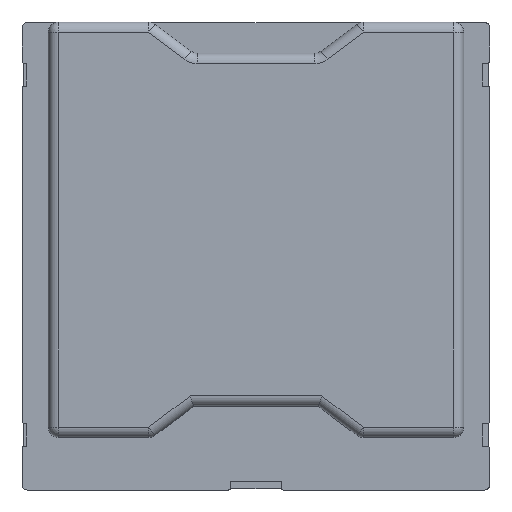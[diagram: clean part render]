
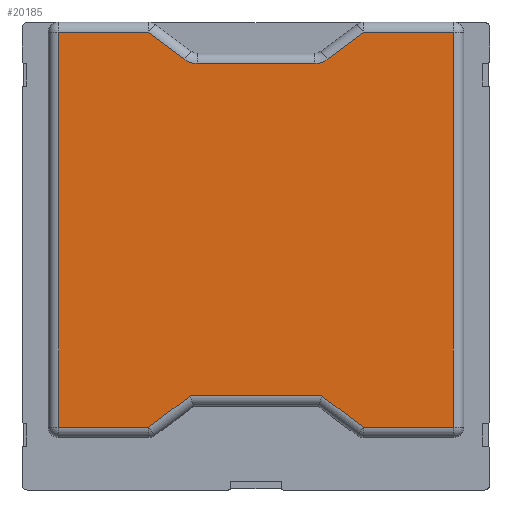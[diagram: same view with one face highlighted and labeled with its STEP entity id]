
A CAD part, front view. The second image highlights one B-rep face of the part: STEP entity #20185.
In plain terms, the highlighted planar face has unit normal (0, -1, 0).
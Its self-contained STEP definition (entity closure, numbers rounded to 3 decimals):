
#64 = EDGE_CURVE ( 'NONE', #3527, #20108, #11400, .T. ) ;
#121 = AXIS2_PLACEMENT_3D ( 'NONE', #13346, #985, #11886 ) ;
#122 = DIRECTION ( 'NONE',  ( 0., 0., 1. ) ) ;
#150 = VECTOR ( 'NONE', #1178, 1000. ) ;
#267 = VERTEX_POINT ( 'NONE', #17613 ) ;
#528 = VECTOR ( 'NONE', #13937, 1000. ) ;
#664 = VERTEX_POINT ( 'NONE', #18281 ) ;
#771 = LINE ( 'NONE', #17189, #528 ) ;
#985 = DIRECTION ( 'NONE',  ( 0., -1., 0. ) ) ;
#1178 = DIRECTION ( 'NONE',  ( -1., 0., 0. ) ) ;
#1349 = LINE ( 'NONE', #19686, #13905 ) ;
#1507 = VECTOR ( 'NONE', #1649, 1000. ) ;
#1556 = LINE ( 'NONE', #6940, #8297 ) ;
#1649 = DIRECTION ( 'NONE',  ( -0.8, 0., 0.6 ) ) ;
#1796 = VECTOR ( 'NONE', #2302, 1000. ) ;
#1959 = ORIENTED_EDGE ( 'NONE', *, *, #14749, .T. ) ;
#1992 = CARTESIAN_POINT ( 'NONE',  ( -10.333, 0., 19. ) ) ;
#2302 = DIRECTION ( 'NONE',  ( 1., 0., 0. ) ) ;
#2321 = EDGE_CURVE ( 'NONE', #664, #267, #12354, .T. ) ;
#2521 = CARTESIAN_POINT ( 'NONE',  ( 5.667, 0., -16. ) ) ;
#3004 = ORIENTED_EDGE ( 'NONE', *, *, #3959, .T. ) ;
#3043 = CIRCLE ( 'NONE', #22936, 2. ) ;
#3292 = ORIENTED_EDGE ( 'NONE', *, *, #17938, .T. ) ;
#3294 = EDGE_CURVE ( 'NONE', #19732, #267, #7382, .T. ) ;
#3527 = VERTEX_POINT ( 'NONE', #15540 ) ;
#3742 = LINE ( 'NONE', #18020, #10663 ) ;
#3959 = EDGE_CURVE ( 'NONE', #21088, #13611, #3742, .T. ) ;
#4132 = AXIS2_PLACEMENT_3D ( 'NONE', #19041, #21072, #4193 ) ;
#4193 = DIRECTION ( 'NONE',  ( 0., 0., 1. ) ) ;
#4268 = ORIENTED_EDGE ( 'NONE', *, *, #11976, .T. ) ;
#4533 = CARTESIAN_POINT ( 'NONE',  ( 0., 0., 19. ) ) ;
#4657 = FACE_OUTER_BOUND ( 'NONE', #9518, .T. ) ;
#4822 = CARTESIAN_POINT ( 'NONE',  ( -19., 0., -19. ) ) ;
#5231 = VERTEX_POINT ( 'NONE', #2521 ) ;
#5514 = CARTESIAN_POINT ( 'NONE',  ( 19., 0., 0. ) ) ;
#5750 = LINE ( 'NONE', #5514, #18685 ) ;
#6147 = CARTESIAN_POINT ( 'NONE',  ( 6.333, 0., 16. ) ) ;
#6406 = CARTESIAN_POINT ( 'NONE',  ( 5.667, 0., -18. ) ) ;
#6673 = LINE ( 'NONE', #16149, #21280 ) ;
#6826 = ORIENTED_EDGE ( 'NONE', *, *, #7137, .T. ) ;
#6940 = CARTESIAN_POINT ( 'NONE',  ( 0., 0., -16. ) ) ;
#7047 = ORIENTED_EDGE ( 'NONE', *, *, #3294, .F. ) ;
#7137 = EDGE_CURVE ( 'NONE', #10324, #15673, #13523, .T. ) ;
#7286 = EDGE_CURVE ( 'NONE', #21511, #3527, #6673, .T. ) ;
#7382 = CIRCLE ( 'NONE', #121, 2. ) ;
#7391 = LINE ( 'NONE', #18071, #1507 ) ;
#8191 = VERTEX_POINT ( 'NONE', #4822 ) ;
#8297 = VECTOR ( 'NONE', #10534, 1000. ) ;
#8717 = CARTESIAN_POINT ( 'NONE',  ( 19., 0., 19. ) ) ;
#9518 = EDGE_LOOP ( 'NONE', ( #3004, #3292, #14767, #1959, #6826, #23220, #19940, #18818, #7047, #4268, #23328, #20898, #10634, #10358 ) ) ;
#10324 = VERTEX_POINT ( 'NONE', #1992 ) ;
#10358 = ORIENTED_EDGE ( 'NONE', *, *, #21047, .T. ) ;
#10534 = DIRECTION ( 'NONE',  ( 1., 0., 0. ) ) ;
#10634 = ORIENTED_EDGE ( 'NONE', *, *, #64, .T. ) ;
#10663 = VECTOR ( 'NONE', #16457, 1000. ) ;
#10798 = VECTOR ( 'NONE', #23259, 1000. ) ;
#11400 = LINE ( 'NONE', #18714, #1796 ) ;
#11719 = PLANE ( 'NONE',  #4132 ) ;
#11886 = DIRECTION ( 'NONE',  ( 0., 0., 1. ) ) ;
#11976 = EDGE_CURVE ( 'NONE', #19732, #5231, #1556, .T. ) ;
#12354 = LINE ( 'NONE', #19667, #10798 ) ;
#12830 = VERTEX_POINT ( 'NONE', #6147 ) ;
#13346 = CARTESIAN_POINT ( 'NONE',  ( -5.667, 0., -18. ) ) ;
#13523 = LINE ( 'NONE', #4533, #17830 ) ;
#13611 = VERTEX_POINT ( 'NONE', #18183 ) ;
#13725 = DIRECTION ( 'NONE',  ( 0., -1., 0. ) ) ;
#13887 = LINE ( 'NONE', #21192, #150 ) ;
#13905 = VECTOR ( 'NONE', #14055, 1000. ) ;
#13937 = DIRECTION ( 'NONE',  ( 1., 0., 0. ) ) ;
#14055 = DIRECTION ( 'NONE',  ( 0., 0., -1. ) ) ;
#14081 = CARTESIAN_POINT ( 'NONE',  ( -19., 0., 19. ) ) ;
#14749 = EDGE_CURVE ( 'NONE', #17959, #10324, #7391, .T. ) ;
#14767 = ORIENTED_EDGE ( 'NONE', *, *, #17786, .T. ) ;
#15540 = CARTESIAN_POINT ( 'NONE',  ( 10.333, 0., -19. ) ) ;
#15673 = VERTEX_POINT ( 'NONE', #14081 ) ;
#16149 = CARTESIAN_POINT ( 'NONE',  ( -5.4, 0., -7.2 ) ) ;
#16457 = DIRECTION ( 'NONE',  ( -1., 0., 0. ) ) ;
#16603 = CARTESIAN_POINT ( 'NONE',  ( -6.333, 0., 16. ) ) ;
#16850 = DIRECTION ( 'NONE',  ( -0.8, 0., -0.6 ) ) ;
#16960 = LINE ( 'NONE', #22108, #23489 ) ;
#17189 = CARTESIAN_POINT ( 'NONE',  ( 0., 0., -19. ) ) ;
#17211 = EDGE_CURVE ( 'NONE', #15673, #8191, #1349, .T. ) ;
#17613 = CARTESIAN_POINT ( 'NONE',  ( -6.867, 0., -16.4 ) ) ;
#17786 = EDGE_CURVE ( 'NONE', #12830, #17959, #13887, .T. ) ;
#17830 = VECTOR ( 'NONE', #22516, 1000. ) ;
#17938 = EDGE_CURVE ( 'NONE', #13611, #12830, #16960, .T. ) ;
#17959 = VERTEX_POINT ( 'NONE', #16603 ) ;
#18020 = CARTESIAN_POINT ( 'NONE',  ( 0., 0., 19. ) ) ;
#18071 = CARTESIAN_POINT ( 'NONE',  ( 5.4, 0., 7.2 ) ) ;
#18183 = CARTESIAN_POINT ( 'NONE',  ( 10.333, 0., 19. ) ) ;
#18281 = CARTESIAN_POINT ( 'NONE',  ( -10.333, 0., -19. ) ) ;
#18685 = VECTOR ( 'NONE', #122, 1000. ) ;
#18714 = CARTESIAN_POINT ( 'NONE',  ( 0., 0., -19. ) ) ;
#18818 = ORIENTED_EDGE ( 'NONE', *, *, #2321, .T. ) ;
#18836 = CARTESIAN_POINT ( 'NONE',  ( -5.667, 0., -16. ) ) ;
#19041 = CARTESIAN_POINT ( 'NONE',  ( 0., 0., 0. ) ) ;
#19426 = EDGE_CURVE ( 'NONE', #8191, #664, #771, .T. ) ;
#19667 = CARTESIAN_POINT ( 'NONE',  ( 5.4, 0., -7.2 ) ) ;
#19672 = DIRECTION ( 'NONE',  ( 0., 0., 1. ) ) ;
#19686 = CARTESIAN_POINT ( 'NONE',  ( -19., 0., 0. ) ) ;
#19732 = VERTEX_POINT ( 'NONE', #18836 ) ;
#19940 = ORIENTED_EDGE ( 'NONE', *, *, #19426, .T. ) ;
#19962 = CARTESIAN_POINT ( 'NONE',  ( 6.867, 0., -16.4 ) ) ;
#20108 = VERTEX_POINT ( 'NONE', #20949 ) ;
#20185 = ADVANCED_FACE ( 'NONE', ( #4657 ), #11719, .F. ) ;
#20898 = ORIENTED_EDGE ( 'NONE', *, *, #7286, .T. ) ;
#20949 = CARTESIAN_POINT ( 'NONE',  ( 19., 0., -19. ) ) ;
#21047 = EDGE_CURVE ( 'NONE', #20108, #21088, #5750, .T. ) ;
#21072 = DIRECTION ( 'NONE',  ( 0., 1., 0. ) ) ;
#21088 = VERTEX_POINT ( 'NONE', #8717 ) ;
#21192 = CARTESIAN_POINT ( 'NONE',  ( 0., 0., 16. ) ) ;
#21280 = VECTOR ( 'NONE', #23566, 1000. ) ;
#21511 = VERTEX_POINT ( 'NONE', #19962 ) ;
#22108 = CARTESIAN_POINT ( 'NONE',  ( -5.4, 0., 7.2 ) ) ;
#22516 = DIRECTION ( 'NONE',  ( -1., 0., 0. ) ) ;
#22749 = EDGE_CURVE ( 'NONE', #21511, #5231, #3043, .T. ) ;
#22936 = AXIS2_PLACEMENT_3D ( 'NONE', #6406, #13725, #19672 ) ;
#23220 = ORIENTED_EDGE ( 'NONE', *, *, #17211, .T. ) ;
#23259 = DIRECTION ( 'NONE',  ( 0.8, 0., 0.6 ) ) ;
#23328 = ORIENTED_EDGE ( 'NONE', *, *, #22749, .F. ) ;
#23489 = VECTOR ( 'NONE', #16850, 1000. ) ;
#23566 = DIRECTION ( 'NONE',  ( 0.8, 0., -0.6 ) ) ;
